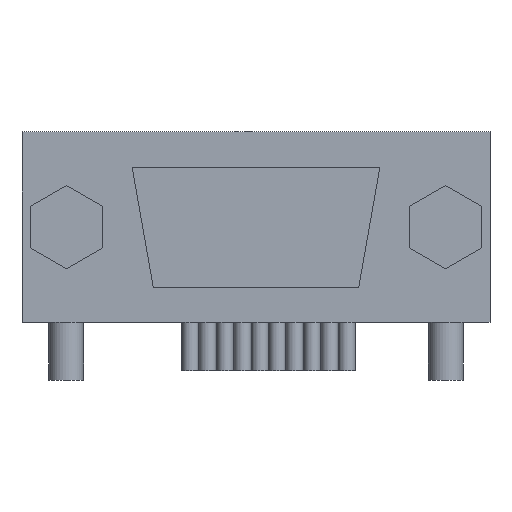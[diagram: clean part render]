
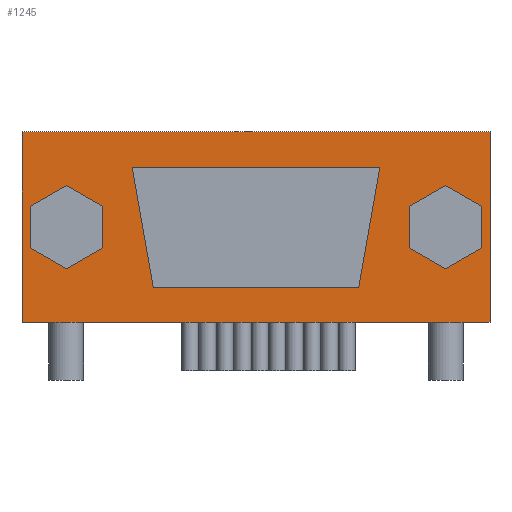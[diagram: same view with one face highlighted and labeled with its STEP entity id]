
A CAD part, front view. The second image highlights one B-rep face of the part: STEP entity #1245.
In plain terms, the highlighted planar face has unit normal (0, -1, 0).
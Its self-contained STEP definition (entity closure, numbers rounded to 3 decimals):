
#32=FACE_BOUND('',#264,.T.);
#33=FACE_BOUND('',#265,.T.);
#34=FACE_BOUND('',#266,.T.);
#92=PLANE('',#1376);
#169=FACE_OUTER_BOUND('',#263,.T.);
#263=EDGE_LOOP('',(#1130,#1131,#1132,#1133));
#264=EDGE_LOOP('',(#1134,#1135,#1136,#1137,#1138,#1139));
#265=EDGE_LOOP('',(#1140,#1141,#1142,#1143,#1144,#1145));
#266=EDGE_LOOP('',(#1146,#1147,#1148,#1149));
#334=LINE('',#1972,#457);
#338=LINE('',#1980,#461);
#341=LINE('',#1986,#464);
#344=LINE('',#1992,#467);
#347=LINE('',#1998,#470);
#350=LINE('',#2003,#473);
#352=LINE('',#2009,#475);
#356=LINE('',#2017,#479);
#359=LINE('',#2023,#482);
#362=LINE('',#2029,#485);
#365=LINE('',#2035,#488);
#368=LINE('',#2040,#491);
#370=LINE('',#2046,#493);
#374=LINE('',#2054,#497);
#377=LINE('',#2060,#500);
#380=LINE('',#2065,#503);
#383=LINE('',#2072,#506);
#386=LINE('',#2077,#509);
#388=LINE('',#2081,#511);
#389=LINE('',#2083,#512);
#457=VECTOR('',#1634,10.);
#461=VECTOR('',#1640,10.);
#464=VECTOR('',#1645,10.);
#467=VECTOR('',#1650,10.);
#470=VECTOR('',#1655,10.);
#473=VECTOR('',#1660,10.);
#475=VECTOR('',#1666,10.);
#479=VECTOR('',#1672,10.);
#482=VECTOR('',#1677,10.);
#485=VECTOR('',#1682,10.);
#488=VECTOR('',#1687,10.);
#491=VECTOR('',#1692,10.);
#493=VECTOR('',#1698,10.);
#497=VECTOR('',#1704,10.);
#500=VECTOR('',#1709,10.);
#503=VECTOR('',#1714,10.);
#506=VECTOR('',#1721,10.);
#509=VECTOR('',#1726,10.);
#511=VECTOR('',#1730,10.);
#512=VECTOR('',#1733,10.);
#625=VERTEX_POINT('',#1970);
#626=VERTEX_POINT('',#1971);
#629=VERTEX_POINT('',#1979);
#631=VERTEX_POINT('',#1985);
#633=VERTEX_POINT('',#1991);
#635=VERTEX_POINT('',#1997);
#637=VERTEX_POINT('',#2007);
#638=VERTEX_POINT('',#2008);
#641=VERTEX_POINT('',#2016);
#643=VERTEX_POINT('',#2022);
#645=VERTEX_POINT('',#2028);
#647=VERTEX_POINT('',#2034);
#649=VERTEX_POINT('',#2044);
#650=VERTEX_POINT('',#2045);
#653=VERTEX_POINT('',#2053);
#655=VERTEX_POINT('',#2059);
#657=VERTEX_POINT('',#2069);
#658=VERTEX_POINT('',#2071);
#659=VERTEX_POINT('',#2075);
#660=VERTEX_POINT('',#2079);
#768=EDGE_CURVE('',#625,#626,#334,.T.);
#772=EDGE_CURVE('',#626,#629,#338,.T.);
#775=EDGE_CURVE('',#629,#631,#341,.T.);
#778=EDGE_CURVE('',#631,#633,#344,.T.);
#781=EDGE_CURVE('',#633,#635,#347,.T.);
#784=EDGE_CURVE('',#635,#625,#350,.T.);
#786=EDGE_CURVE('',#637,#638,#352,.T.);
#790=EDGE_CURVE('',#638,#641,#356,.T.);
#793=EDGE_CURVE('',#641,#643,#359,.T.);
#796=EDGE_CURVE('',#643,#645,#362,.T.);
#799=EDGE_CURVE('',#645,#647,#365,.T.);
#802=EDGE_CURVE('',#647,#637,#368,.T.);
#804=EDGE_CURVE('',#649,#650,#370,.T.);
#808=EDGE_CURVE('',#650,#653,#374,.T.);
#811=EDGE_CURVE('',#653,#655,#377,.T.);
#814=EDGE_CURVE('',#655,#649,#380,.T.);
#817=EDGE_CURVE('',#658,#657,#383,.T.);
#820=EDGE_CURVE('',#657,#659,#386,.T.);
#822=EDGE_CURVE('',#659,#660,#388,.T.);
#823=EDGE_CURVE('',#660,#658,#389,.T.);
#1130=ORIENTED_EDGE('',*,*,#823,.T.);
#1131=ORIENTED_EDGE('',*,*,#817,.T.);
#1132=ORIENTED_EDGE('',*,*,#820,.T.);
#1133=ORIENTED_EDGE('',*,*,#822,.T.);
#1134=ORIENTED_EDGE('',*,*,#768,.T.);
#1135=ORIENTED_EDGE('',*,*,#772,.T.);
#1136=ORIENTED_EDGE('',*,*,#775,.T.);
#1137=ORIENTED_EDGE('',*,*,#778,.T.);
#1138=ORIENTED_EDGE('',*,*,#781,.T.);
#1139=ORIENTED_EDGE('',*,*,#784,.T.);
#1140=ORIENTED_EDGE('',*,*,#786,.T.);
#1141=ORIENTED_EDGE('',*,*,#790,.T.);
#1142=ORIENTED_EDGE('',*,*,#793,.T.);
#1143=ORIENTED_EDGE('',*,*,#796,.T.);
#1144=ORIENTED_EDGE('',*,*,#799,.T.);
#1145=ORIENTED_EDGE('',*,*,#802,.T.);
#1146=ORIENTED_EDGE('',*,*,#804,.T.);
#1147=ORIENTED_EDGE('',*,*,#808,.T.);
#1148=ORIENTED_EDGE('',*,*,#811,.T.);
#1149=ORIENTED_EDGE('',*,*,#814,.T.);
#1245=ADVANCED_FACE('',(#169,#32,#33,#34),#92,.F.);
#1376=AXIS2_PLACEMENT_3D('',#2084,#1734,#1735);
#1634=DIRECTION('',(0.,0.,-1.));
#1640=DIRECTION('',(-0.866,0.,-0.5));
#1645=DIRECTION('',(-0.866,0.,0.5));
#1650=DIRECTION('',(0.,0.,1.));
#1655=DIRECTION('',(0.866,0.,0.5));
#1660=DIRECTION('',(0.866,0.,-0.5));
#1666=DIRECTION('',(0.866,0.,0.5));
#1672=DIRECTION('',(0.866,0.,-0.5));
#1677=DIRECTION('',(0.,0.,-1.));
#1682=DIRECTION('',(-0.866,0.,-0.5));
#1687=DIRECTION('',(-0.866,0.,0.5));
#1692=DIRECTION('',(0.,0.,1.));
#1698=DIRECTION('',(-0.174,0.,0.985));
#1704=DIRECTION('',(1.,0.,0.));
#1709=DIRECTION('',(-0.174,0.,-0.985));
#1714=DIRECTION('',(-1.,0.,0.));
#1721=DIRECTION('',(0.,0.,-1.));
#1726=DIRECTION('',(1.,0.,0.));
#1730=DIRECTION('',(0.,0.,1.));
#1733=DIRECTION('',(-1.,0.,0.));
#1734=DIRECTION('center_axis',(0.,1.,0.));
#1735=DIRECTION('ref_axis',(1.,0.,0.));
#1970=CARTESIAN_POINT('',(5.28,0.,7.646));
#1971=CARTESIAN_POINT('',(5.28,0.,4.904));
#1972=CARTESIAN_POINT('',(5.28,0.,5.589));
#1979=CARTESIAN_POINT('',(2.905,0.,3.533));
#1980=CARTESIAN_POINT('',(8.184,0.,6.581));
#1985=CARTESIAN_POINT('',(0.53,0.,4.904));
#1986=CARTESIAN_POINT('',(5.809,0.,1.856));
#1991=CARTESIAN_POINT('',(0.53,0.,7.646));
#1992=CARTESIAN_POINT('',(0.53,0.,6.961));
#1997=CARTESIAN_POINT('',(2.905,0.,9.017));
#1998=CARTESIAN_POINT('',(6.997,0.,11.38));
#2003=CARTESIAN_POINT('',(9.372,0.,5.284));
#2007=CARTESIAN_POINT('',(25.52,0.,7.646));
#2008=CARTESIAN_POINT('',(27.895,0.,9.017));
#2009=CARTESIAN_POINT('',(22.616,0.,5.969));
#2016=CARTESIAN_POINT('',(30.27,0.,7.646));
#2017=CARTESIAN_POINT('',(24.991,0.,10.694));
#2022=CARTESIAN_POINT('',(30.27,0.,4.904));
#2023=CARTESIAN_POINT('',(30.27,0.,5.589));
#2028=CARTESIAN_POINT('',(27.895,0.,3.533));
#2029=CARTESIAN_POINT('',(23.803,0.,1.17));
#2034=CARTESIAN_POINT('',(25.52,0.,4.904));
#2035=CARTESIAN_POINT('',(21.428,0.,7.266));
#2040=CARTESIAN_POINT('',(25.52,0.,6.961));
#2044=CARTESIAN_POINT('',(8.643,0.,2.325));
#2045=CARTESIAN_POINT('',(7.25,0.,10.225));
#2046=CARTESIAN_POINT('',(7.711,0.,7.613));
#2053=CARTESIAN_POINT('',(23.55,0.,10.225));
#2054=CARTESIAN_POINT('',(19.475,0.,10.225));
#2059=CARTESIAN_POINT('',(22.157,0.,2.325));
#2060=CARTESIAN_POINT('',(22.393,0.,3.663));
#2065=CARTESIAN_POINT('',(12.021,0.,2.325));
#2069=CARTESIAN_POINT('',(0.,0.,0.));
#2071=CARTESIAN_POINT('',(0.,0.,12.55));
#2072=CARTESIAN_POINT('',(0.,0.,12.55));
#2075=CARTESIAN_POINT('',(30.8,0.,0.));
#2077=CARTESIAN_POINT('',(0.,0.,0.));
#2079=CARTESIAN_POINT('',(30.8,0.,12.55));
#2081=CARTESIAN_POINT('',(30.8,0.,0.));
#2083=CARTESIAN_POINT('',(30.8,0.,12.55));
#2084=CARTESIAN_POINT('Origin',(15.4,0.,6.275));
